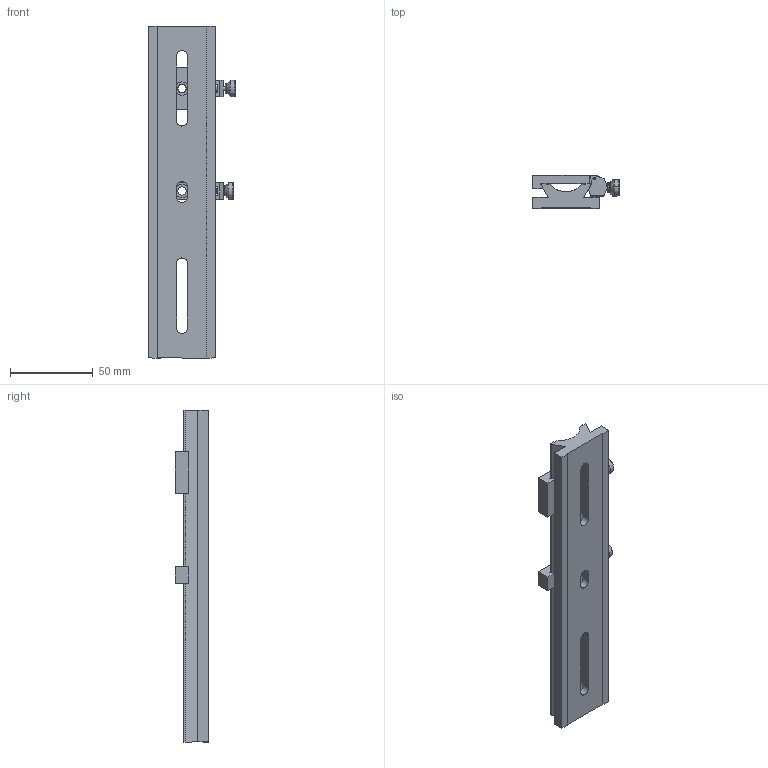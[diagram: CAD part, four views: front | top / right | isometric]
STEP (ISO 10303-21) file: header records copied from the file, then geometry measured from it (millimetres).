
FILE_DESCRIPTION (( 'STEP AP203' ), '1' );
FILE_NAME ('4.2.1.8_H40G-200_40mm滑轨，长度200mm，附带一个H40Z滑轨安装座.STEP', '2023-07-06T02:52:27', ( '' ), ( '' ), 'SwSTEP 2.0', 'SolidWorks 2021', '' );
FILE_SCHEMA (( 'CONFIG_CONTROL_DESIGN' ));
Length unit declared in the file: millimetre
Products named in the file (9): 4.2.2.2.1，40mm滑轨安装座主体，宽度25mm，A; 4.2.2.1.3，40mm滑轨安装座锁紧旋钮，A; 4.2.2.2，H40Z-25，40mm滑轨安装座，宽度25mm，A; 33.1.24-35 耳1.5祥凄詩埴翐种_33.1.28_DB-耳1.5*8; 4.2.2.1.1，40mm滑轨安装座主体，宽度10mm，A; 4.2.2.1.2，40mm滑轨安装座压块，宽度25mm，B; 4.2.2.1，H40Z-10，40mm滑轨安装座，宽度10mm，A; 4.2.1.8.1，40mm滑轨主体，长度200mm; 4.2.1.8_H40G-200_40mm滑轨，长度200mm，附带一个H40Z滑轨安装座
Assembly tree (10 placements, depth 3):
  4.2.1.8_H40G-200_40mm滑轨，长度200mm，附带一个H40Z滑轨安装座
    4.2.1.8.1，40mm滑轨主体，长度200mm
    4.2.2.2，H40Z-25，40mm滑轨安装座，宽度25mm，A
      4.2.2.2.1，40mm滑轨安装座主体，宽度25mm，A
      4.2.2.1.2，40mm滑轨安装座压块，宽度25mm，B
      4.2.2.1.3，40mm滑轨安装座锁紧旋钮，A
      33.1.24-35 耳1.5祥凄詩埴翐种_33.1.28_DB-耳1.5*8
    4.2.2.1，H40Z-10，40mm滑轨安装座，宽度10mm，A
      4.2.2.1.3，40mm滑轨安装座锁紧旋钮，A
      4.2.2.1.1，40mm滑轨安装座主体，宽度10mm，A
      4.2.2.1.2，40mm滑轨安装座压块，宽度25mm，B
Bounding box: 52.09 x 20 x 200 mm (x, y, z)
Volume: 78111.4 mm3; surface area: 34023.9 mm2
Topology: 8 solids, 8 shells, 221 faces, 558 edges, 360 vertices
Faces by surface type: plane 110, cylinder 83, cone 20, torus 8
Entity records: 6485 total; most frequent: CARTESIAN_POINT 1187, DIRECTION 922, ORIENTED_EDGE 868, EDGE_CURVE 434, AXIS2_PLACEMENT_3D 315, VECTOR 292, LINE 292, VERTEX_POINT 282
